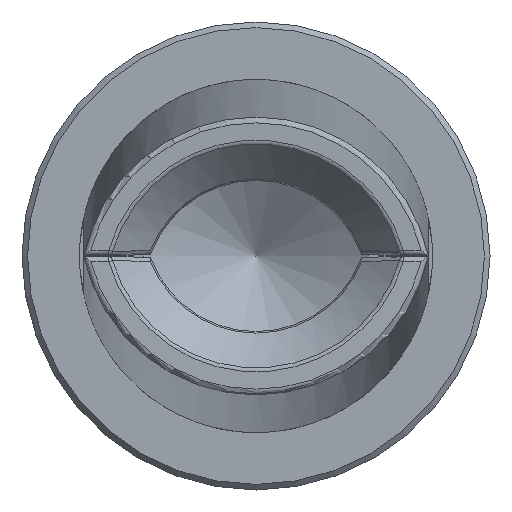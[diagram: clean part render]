
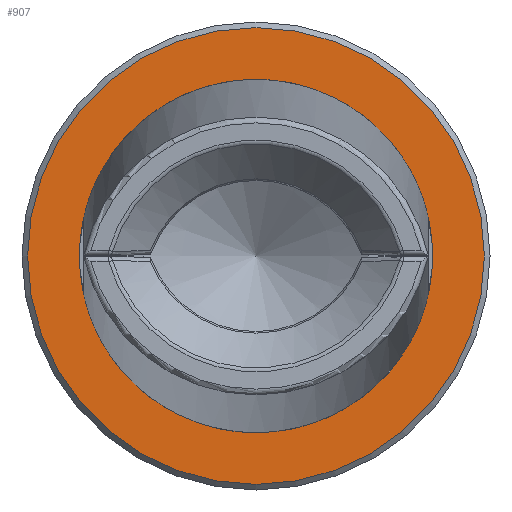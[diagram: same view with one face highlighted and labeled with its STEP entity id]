
A CAD part, left-side view. The second image highlights one B-rep face of the part: STEP entity #907.
In plain terms, the highlighted planar face has unit normal (-1, 0, 0).
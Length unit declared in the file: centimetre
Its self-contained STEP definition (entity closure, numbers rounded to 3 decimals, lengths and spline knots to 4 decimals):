
#242=PLANE('',#977);
#269=VERTEX_POINT('',#1159);
#272=VERTEX_POINT('',#1167);
#346=CIRCLE('',#973,0.1035);
#349=CIRCLE('',#978,0.08);
#395=EDGE_CURVE('',#269,#269,#346,.T.);
#398=EDGE_CURVE('',#272,#272,#349,.T.);
#523=ORIENTED_EDGE('',*,*,#398,.T.);
#524=ORIENTED_EDGE('',*,*,#395,.F.);
#761=EDGE_LOOP('',(#523));
#762=EDGE_LOOP('',(#524));
#839=FACE_BOUND('',#761,.T.);
#840=FACE_BOUND('',#762,.T.);
#907=ADVANCED_FACE('',(#839,#840),#242,.F.);
#973=AXIS2_PLACEMENT_3D('',#1158,#2655,#2656);
#977=AXIS2_PLACEMENT_3D('',#1165,#2663,$);
#978=AXIS2_PLACEMENT_3D('',#1166,#2664,#2665);
#1158=CARTESIAN_POINT('',(0.7214,0.,0.));
#1159=CARTESIAN_POINT('',(0.7214,0.,-0.1035));
#1165=CARTESIAN_POINT('',(0.7214,0.,0.));
#1166=CARTESIAN_POINT('',(0.7214,0.,0.));
#1167=CARTESIAN_POINT('',(0.7214,0.,-0.08));
#2655=DIRECTION('',(1.,0.,0.));
#2656=DIRECTION('',(0.,0.,0.104));
#2663=DIRECTION('',(1.,0.,0.));
#2664=DIRECTION('',(1.,0.,0.));
#2665=DIRECTION('',(0.,0.,-0.08));
